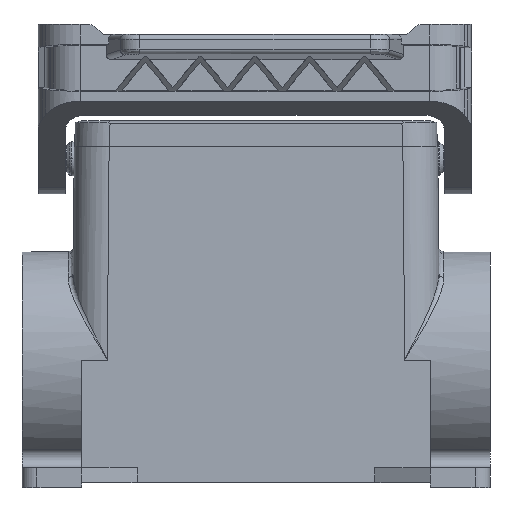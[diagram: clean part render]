
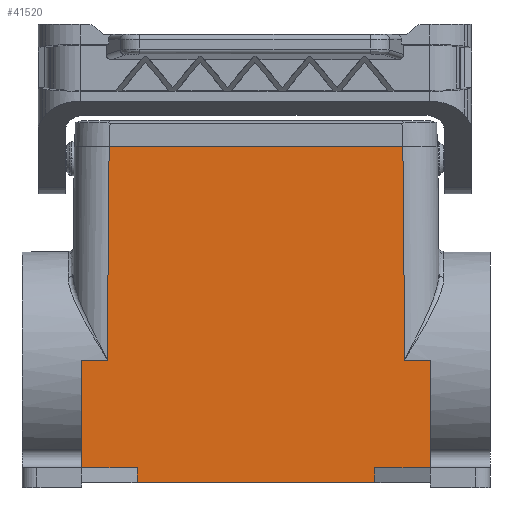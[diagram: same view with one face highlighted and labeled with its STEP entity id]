
A CAD part, front view. The second image highlights one B-rep face of the part: STEP entity #41520.
In plain terms, the highlighted face is planar.
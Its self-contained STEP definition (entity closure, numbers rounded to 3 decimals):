
#4720=CARTESIAN_POINT('',(11.317,55.124,
45.309));
#4730=VERTEX_POINT('',#4720);
#7130=CARTESIAN_POINT('',(11.713,54.728,
-0.061));
#7140=DIRECTION('',(-0.009,0.009,
1.));
#7150=VECTOR('',#7140,1.);
#7160=LINE('',#7130,#7150);
#7170=CARTESIAN_POINT('',(11.315,55.126,45.5));
#7180=VERTEX_POINT('',#7170);
#7190=EDGE_CURVE('',#4730,#7180,#7160,.T.);
#9850=CARTESIAN_POINT('',(11.691,54.751,2.5));
#9860=VERTEX_POINT('',#9850);
#9890=EDGE_CURVE('',#9860,#4730,#7160,.T.);
#15860=CARTESIAN_POINT('',(76.191,55.126,45.5));
#15870=VERTEX_POINT('',#15860);
#16120=CARTESIAN_POINT('',(76.191,55.314,67.));
#16130=VERTEX_POINT('',#16120);
#16160=CARTESIAN_POINT('',(76.191,54.729,0.));
#16170=DIRECTION('',(0.,-0.009,-1.));
#16180=VECTOR('',#16170,1.);
#16190=LINE('',#16160,#16180);
#16200=EDGE_CURVE('',#16130,#15870,#16190,.T.);
#37310=CARTESIAN_POINT('',(70.691,54.751,2.5))
;
#37320=VERTEX_POINT('',#37310);
#37350=CARTESIAN_POINT('',(0.,54.751,2.5));
#37360=DIRECTION('',(1.,0.,0.));
#37370=VECTOR('',#37360,1.);
#37380=LINE('',#37350,#37370);
#37390=EDGE_CURVE('',#9860,#37320,#37380,.T.);
#40050=CARTESIAN_POINT('',(71.065,55.124,
45.309));
#40060=VERTEX_POINT('',#40050);
#40090=CARTESIAN_POINT('',(70.669,54.728,
-0.061));
#40100=DIRECTION('',(0.009,0.009,
1.));
#40110=VECTOR('',#40100,1.);
#40120=LINE('',#40090,#40110);
#40130=EDGE_CURVE('',#37320,#40060,#40120,.T.);
#40760=CARTESIAN_POINT('',(4.691,54.729,0.
));
#40770=DIRECTION('',(0.,1.,-0.009));
#40780=DIRECTION('',(1.,0.,0.));
#40790=AXIS2_PLACEMENT_3D('',#40760,#40770,#40780);
#40800=PLANE('',#40790);
#40810=CARTESIAN_POINT('',(0.,55.126,45.5));
#40820=DIRECTION('',(1.,0.,0.));
#40830=VECTOR('',#40820,1.);
#40840=LINE('',#40810,#40830);
#40850=CARTESIAN_POINT('',(6.191,55.126,45.5));
#40860=VERTEX_POINT('',#40850);
#40870=EDGE_CURVE('',#40860,#7180,#40840,.T.);
#40880=ORIENTED_EDGE('',*,*,#40870,.F.);
#40890=ORIENTED_EDGE('',*,*,#7190,.T.);
#40900=ORIENTED_EDGE('',*,*,#9890,.T.);
#40910=ORIENTED_EDGE('',*,*,#37390,.F.);
#40920=ORIENTED_EDGE('',*,*,#40130,.F.);
#40930=CARTESIAN_POINT('',(71.066,55.126,45.5));
#40940=VERTEX_POINT('',#40930);
#40950=EDGE_CURVE('',#40060,#40940,#40120,.T.);
#40960=ORIENTED_EDGE('',*,*,#40950,.F.);
#40970=CARTESIAN_POINT('',(0.,55.126,45.5));
#40980=DIRECTION('',(-1.,0.,0.));
#40990=VECTOR('',#40980,1.);
#41000=LINE('',#40970,#40990);
#41010=EDGE_CURVE('',#15870,#40940,#41000,.T.);
#41020=ORIENTED_EDGE('',*,*,#41010,.T.);
#41030=ORIENTED_EDGE('',*,*,#16200,.T.);
#41040=CARTESIAN_POINT('',(0.,55.314,67.));
#41050=DIRECTION('',(-1.,0.,0.));
#41060=VECTOR('',#41050,1.);
#41070=LINE('',#41040,#41060);
#41080=CARTESIAN_POINT('',(65.041,55.314,67.));
#41090=VERTEX_POINT('',#41080);
#41100=EDGE_CURVE('',#16130,#41090,#41070,.T.);
#41110=ORIENTED_EDGE('',*,*,#41100,.F.);
#41120=CARTESIAN_POINT('',(64.029,54.729,
0.));
#41130=DIRECTION('',(-0.015,-0.009,
-1.));
#41140=VECTOR('',#41130,1.);
#41150=LINE('',#41120,#41140);
#41160=CARTESIAN_POINT('',(65.087,55.34,70.));
#41170=VERTEX_POINT('',#41160);
#41180=EDGE_CURVE('',#41170,#41090,#41150,.T.);
#41190=ORIENTED_EDGE('',*,*,#41180,.T.);
#41200=CARTESIAN_POINT('',(0.,55.34,70.));
#41210=DIRECTION('',(-1.,0.,0.));
#41220=VECTOR('',#41210,1.);
#41230=LINE('',#41200,#41220);
#41240=CARTESIAN_POINT('',(17.295,55.34,70.));
#41250=VERTEX_POINT('',#41240);
#41260=EDGE_CURVE('',#41170,#41250,#41230,.T.);
#41270=ORIENTED_EDGE('',*,*,#41260,.F.);
#41280=CARTESIAN_POINT('',(18.353,54.729,0.));
#41290=DIRECTION('',(0.015,-0.009,
-1.));
#41300=VECTOR('',#41290,1.);
#41310=LINE('',#41280,#41300);
#41320=CARTESIAN_POINT('',(17.34,55.314,67.));
#41330=VERTEX_POINT('',#41320);
#41340=EDGE_CURVE('',#41250,#41330,#41310,.T.);
#41350=ORIENTED_EDGE('',*,*,#41340,.F.);
#41360=CARTESIAN_POINT('',(0.,55.314,67.));
#41370=DIRECTION('',(1.,0.,0.));
#41380=VECTOR('',#41370,1.);
#41390=LINE('',#41360,#41380);
#41400=CARTESIAN_POINT('',(6.191,55.314,67.));
#41410=VERTEX_POINT('',#41400);
#41420=EDGE_CURVE('',#41410,#41330,#41390,.T.);
#41430=ORIENTED_EDGE('',*,*,#41420,.T.);
#41440=CARTESIAN_POINT('',(6.191,54.729,0.));
#41450=DIRECTION('',(0.,-0.009,-1.));
#41460=VECTOR('',#41450,1.);
#41470=LINE('',#41440,#41460);
#41480=EDGE_CURVE('',#41410,#40860,#41470,.T.);
#41490=ORIENTED_EDGE('',*,*,#41480,.F.);
#41500=EDGE_LOOP('',(#41490,#41430,#41350,#41270,#41190,#41110,#41030,
#41020,#40960,#40920,#40910,#40900,#40890,#40880));
#41510=FACE_OUTER_BOUND('',#41500,.T.);
#41520=ADVANCED_FACE('',(#41510),#40800,.T.);
